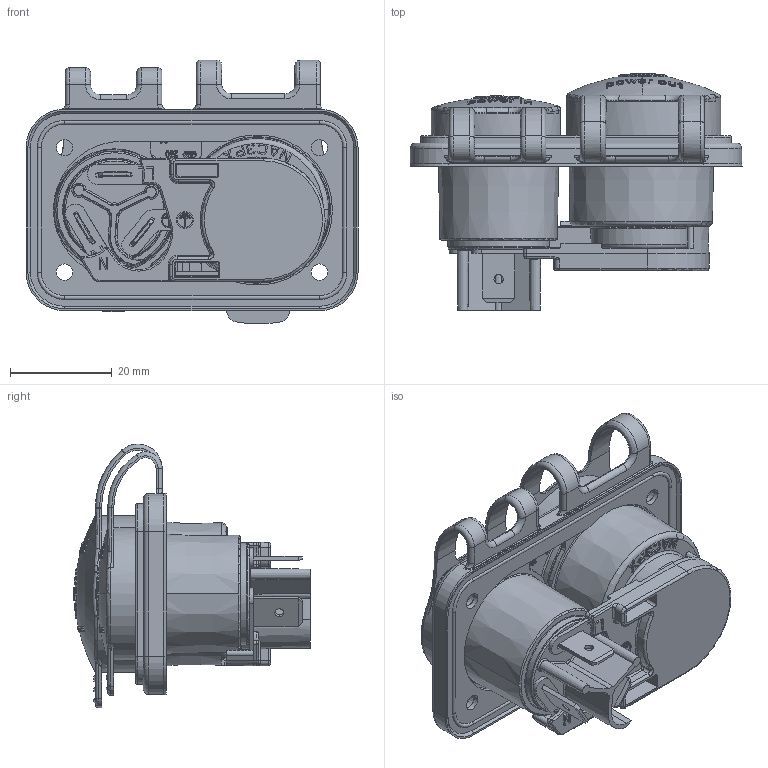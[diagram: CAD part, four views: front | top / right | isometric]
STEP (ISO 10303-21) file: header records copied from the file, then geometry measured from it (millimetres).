
FILE_DESCRIPTION((''),'2;1');
FILE_NAME('SCNAC-04_SEALING_ASM','2023-07-03T13:47:07',('yuj'),(''),'CREO PARAMETRIC BY PTC INC, 2021184','CREO PARAMETRIC BY PTC INC, 2021184','');
FILE_SCHEMA(('AUTOMOTIVE_DESIGN { 1 0 10303 214 1 1 1 1 }'));
Products named in the file (4): NAC3PX-TOP; 027_1; 027_B_ASM; SCNAC-04_SEALING_ASM
Assembly tree (3 placements, depth 3):
  SCNAC-04_SEALING_ASM
    NAC3PX-TOP
    027_B_ASM
      027_1
Bounding box: 65.14 x 46.5 x 51.74 mm (x, y, z)
Volume: 36107.4 mm3; surface area: 31944.8 mm2
Topology: 8 solids, 10 shells, 3822 faces, 10630 edges, 6887 vertices
Faces by surface type: plane 1904, cylinder 624, extrusion 423, torus 356, cone 256, bspline 171, sphere 88
Entity records: 156494 total; most frequent: CARTESIAN_POINT 37973, ORIENTED_EDGE 21134, DIRECTION 19668, EDGE_CURVE 10567, AXIS2_PLACEMENT_3D 7199, PRESENTATION_STYLE_ASSIGNMENT 6929, STYLED_ITEM 6929, CURVE_STYLE 6928
